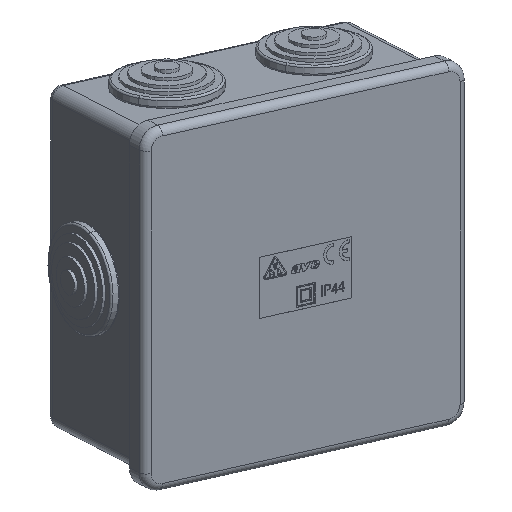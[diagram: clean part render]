
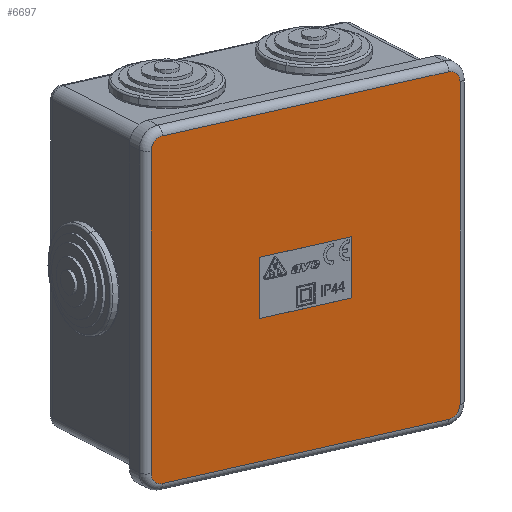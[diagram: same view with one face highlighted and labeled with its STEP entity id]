
A CAD part, top view. The second image highlights one B-rep face of the part: STEP entity #6697.
In plain terms, the highlighted face is planar.
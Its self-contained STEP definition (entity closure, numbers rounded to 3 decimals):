
#6479=CARTESIAN_POINT('Line Origine',(-22.,42.,0.)) ;
#6483=CARTESIAN_POINT('Vertex',(-39.,42.,0.)) ;
#6485=CARTESIAN_POINT('Vertex',(39.,42.,0.)) ;
#6541=CARTESIAN_POINT('Axis2P3D Location',(-39.,39.,0.)) ;
#6545=CARTESIAN_POINT('Vertex',(-42.,39.,0.)) ;
#6596=CARTESIAN_POINT('Line Origine',(-42.,22.,0.)) ;
#6600=CARTESIAN_POINT('Vertex',(-42.,-39.,0.)) ;
#6615=CARTESIAN_POINT('Axis2P3D Location',(0.,0.,0.)) ;
#6620=CARTESIAN_POINT('Axis2P3D Location',(39.,39.,0.)) ;
#6624=CARTESIAN_POINT('Vertex',(42.,39.,0.)) ;
#6627=CARTESIAN_POINT('Line Origine',(42.,0.,0.)) ;
#6631=CARTESIAN_POINT('Vertex',(42.,-39.,0.)) ;
#6634=CARTESIAN_POINT('Axis2P3D Location',(39.,-39.,0.)) ;
#6638=CARTESIAN_POINT('Vertex',(39.,-42.,0.)) ;
#6641=CARTESIAN_POINT('Line Origine',(0.,-42.,0.)) ;
#6645=CARTESIAN_POINT('Vertex',(-39.,-42.,0.)) ;
#6648=CARTESIAN_POINT('Axis2P3D Location',(-39.,-39.,0.)) ;
#6663=CARTESIAN_POINT('Line Origine',(12.5,0.,0.)) ;
#6667=CARTESIAN_POINT('Vertex',(12.5,7.4,0.)) ;
#6669=CARTESIAN_POINT('Vertex',(12.5,-7.4,0.)) ;
#6672=CARTESIAN_POINT('Line Origine',(0.,7.4,0.)) ;
#6676=CARTESIAN_POINT('Vertex',(-12.5,7.4,0.)) ;
#6679=CARTESIAN_POINT('Line Origine',(-12.5,0.,0.)) ;
#6683=CARTESIAN_POINT('Vertex',(-12.5,-7.4,0.)) ;
#6686=CARTESIAN_POINT('Line Origine',(0.,-7.4,0.)) ;
#6480=DIRECTION('Vector Direction',(-1.,0.,0.)) ;
#6542=DIRECTION('Axis2P3D Direction',(-0.,0.,1.)) ;
#6597=DIRECTION('Vector Direction',(0.,1.,0.)) ;
#6616=DIRECTION('Axis2P3D Direction',(0.,0.,1.)) ;
#6617=DIRECTION('Axis2P3D XDirection',(1.,0.,0.)) ;
#6621=DIRECTION('Axis2P3D Direction',(0.,0.,1.)) ;
#6628=DIRECTION('Vector Direction',(0.,1.,0.)) ;
#6635=DIRECTION('Axis2P3D Direction',(0.,0.,1.)) ;
#6642=DIRECTION('Vector Direction',(-1.,0.,0.)) ;
#6649=DIRECTION('Axis2P3D Direction',(0.,0.,1.)) ;
#6664=DIRECTION('Vector Direction',(0.,-1.,0.)) ;
#6673=DIRECTION('Vector Direction',(-1.,0.,0.)) ;
#6680=DIRECTION('Vector Direction',(0.,1.,0.)) ;
#6687=DIRECTION('Vector Direction',(1.,0.,0.)) ;
#6543=AXIS2_PLACEMENT_3D('Circle Axis2P3D',#6541,#6542,$) ;
#6618=AXIS2_PLACEMENT_3D('Plane Axis2P3D',#6615,#6616,#6617) ;
#6622=AXIS2_PLACEMENT_3D('Circle Axis2P3D',#6620,#6621,$) ;
#6636=AXIS2_PLACEMENT_3D('Circle Axis2P3D',#6634,#6635,$) ;
#6650=AXIS2_PLACEMENT_3D('Circle Axis2P3D',#6648,#6649,$) ;
#6654=ORIENTED_EDGE('',*,*,#6626,.T.) ;
#6655=ORIENTED_EDGE('',*,*,#6633,.F.) ;
#6656=ORIENTED_EDGE('',*,*,#6640,.F.) ;
#6657=ORIENTED_EDGE('',*,*,#6647,.F.) ;
#6658=ORIENTED_EDGE('',*,*,#6652,.T.) ;
#6659=ORIENTED_EDGE('',*,*,#6602,.T.) ;
#6660=ORIENTED_EDGE('',*,*,#6547,.F.) ;
#6661=ORIENTED_EDGE('',*,*,#6487,.T.) ;
#6692=ORIENTED_EDGE('',*,*,#6671,.F.) ;
#6693=ORIENTED_EDGE('',*,*,#6678,.F.) ;
#6694=ORIENTED_EDGE('',*,*,#6685,.F.) ;
#6695=ORIENTED_EDGE('',*,*,#6690,.F.) ;
#6696=FACE_BOUND('',#6691,.T.) ;
#6481=VECTOR('Line Direction',#6480,1.) ;
#6598=VECTOR('Line Direction',#6597,1.) ;
#6629=VECTOR('Line Direction',#6628,1.) ;
#6643=VECTOR('Line Direction',#6642,1.) ;
#6665=VECTOR('Line Direction',#6664,1.) ;
#6674=VECTOR('Line Direction',#6673,1.) ;
#6681=VECTOR('Line Direction',#6680,1.) ;
#6688=VECTOR('Line Direction',#6687,1.) ;
#6697=ADVANCED_FACE('PartBody',(#6662,#6696),#6619,.F.) ;
#6544=CIRCLE('generated circle',#6543,3.) ;
#6623=CIRCLE('generated circle',#6622,3.) ;
#6637=CIRCLE('generated circle',#6636,3.) ;
#6651=CIRCLE('generated circle',#6650,3.) ;
#6487=EDGE_CURVE('',#6484,#6486,#6482,.F.) ;
#6547=EDGE_CURVE('',#6484,#6546,#6544,.T.) ;
#6602=EDGE_CURVE('',#6601,#6546,#6599,.T.) ;
#6626=EDGE_CURVE('',#6486,#6625,#6623,.F.) ;
#6633=EDGE_CURVE('',#6632,#6625,#6630,.T.) ;
#6640=EDGE_CURVE('',#6639,#6632,#6637,.T.) ;
#6647=EDGE_CURVE('',#6646,#6639,#6644,.F.) ;
#6652=EDGE_CURVE('',#6646,#6601,#6651,.F.) ;
#6671=EDGE_CURVE('',#6668,#6670,#6666,.T.) ;
#6678=EDGE_CURVE('',#6677,#6668,#6675,.F.) ;
#6685=EDGE_CURVE('',#6684,#6677,#6682,.T.) ;
#6690=EDGE_CURVE('',#6670,#6684,#6689,.F.) ;
#6653=EDGE_LOOP('',(#6654,#6655,#6656,#6657,#6658,#6659,#6660,#6661)) ;
#6691=EDGE_LOOP('',(#6692,#6693,#6694,#6695)) ;
#6662=FACE_OUTER_BOUND('',#6653,.T.) ;
#6482=LINE('Line',#6479,#6481) ;
#6599=LINE('Line',#6596,#6598) ;
#6630=LINE('Line',#6627,#6629) ;
#6644=LINE('Line',#6641,#6643) ;
#6666=LINE('Line',#6663,#6665) ;
#6675=LINE('Line',#6672,#6674) ;
#6682=LINE('Line',#6679,#6681) ;
#6689=LINE('Line',#6686,#6688) ;
#6619=PLANE('',#6618) ;
#6484=VERTEX_POINT('',#6483) ;
#6486=VERTEX_POINT('',#6485) ;
#6546=VERTEX_POINT('',#6545) ;
#6601=VERTEX_POINT('',#6600) ;
#6625=VERTEX_POINT('',#6624) ;
#6632=VERTEX_POINT('',#6631) ;
#6639=VERTEX_POINT('',#6638) ;
#6646=VERTEX_POINT('',#6645) ;
#6668=VERTEX_POINT('',#6667) ;
#6670=VERTEX_POINT('',#6669) ;
#6677=VERTEX_POINT('',#6676) ;
#6684=VERTEX_POINT('',#6683) ;
